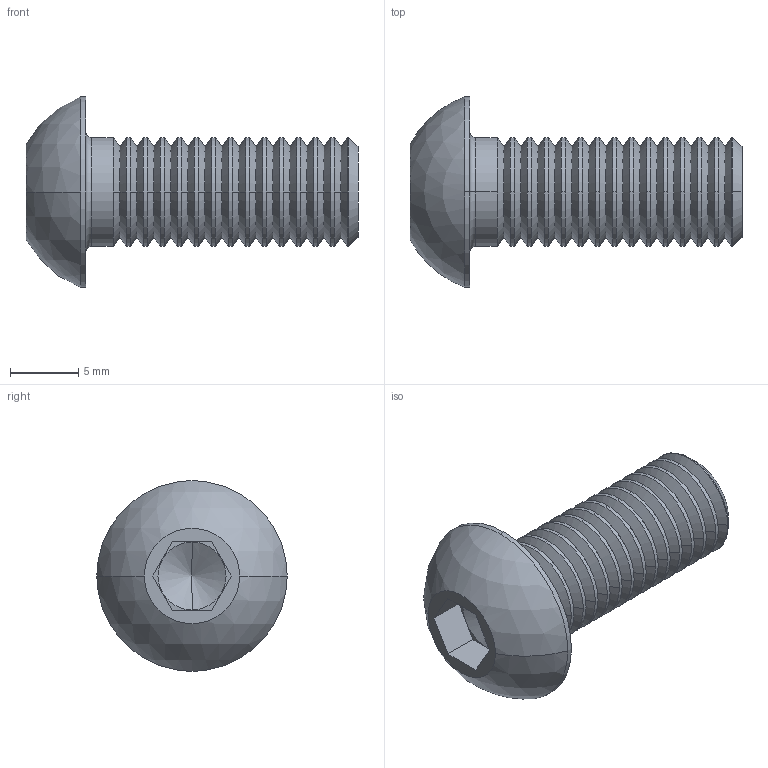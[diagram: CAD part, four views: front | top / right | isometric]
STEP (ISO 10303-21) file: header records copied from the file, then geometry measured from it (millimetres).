
FILE_DESCRIPTION (( 'STEP AP203' ), '1' );
FILE_NAME ('AL-1Y02.A41A.20 Âèíò ïàçîâûé ñ âíóòðåííèì øåñòèãðàííèêîì Ì8õ20.STEP', '2024-02-21T06:33:14', ( '' ), ( '' ), 'SwSTEP 2.0', 'SolidWorks 2021', '' );
FILE_SCHEMA (( 'CONFIG_CONTROL_DESIGN' ));
Length unit declared in the file: millimetre
Products named in the file (1): AL-1Y02.A41A.20 Âèíò ïàçîâûé ñ âíóòðåííèì øåñòèãðàííèêîì Ì8õ20
Bounding box: 24.4 x 14 x 14 mm (x, y, z)
Volume: 1303.4 mm3; surface area: 1134.9 mm2
Topology: 1 solids, 1 shells, 111 faces, 284 edges, 175 vertices
Faces by surface type: cone 60, cylinder 32, plane 15, torus 2, sphere 2
Entity records: 3467 total; most frequent: DIRECTION 672, CARTESIAN_POINT 569, ORIENTED_EDGE 564, EDGE_CURVE 282, AXIS2_PLACEMENT_3D 278, VERTEX_POINT 175, CIRCLE 166, VECTOR 116
